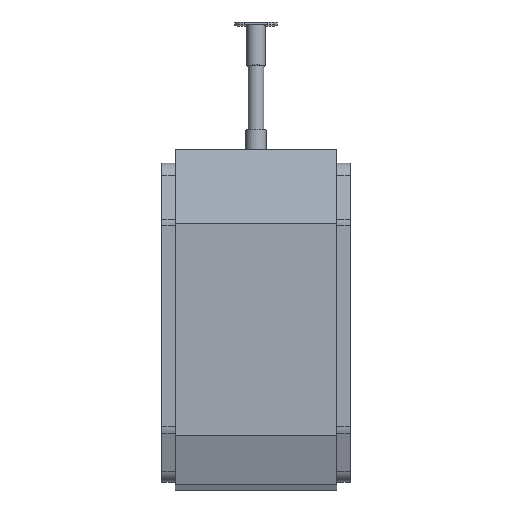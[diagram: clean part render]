
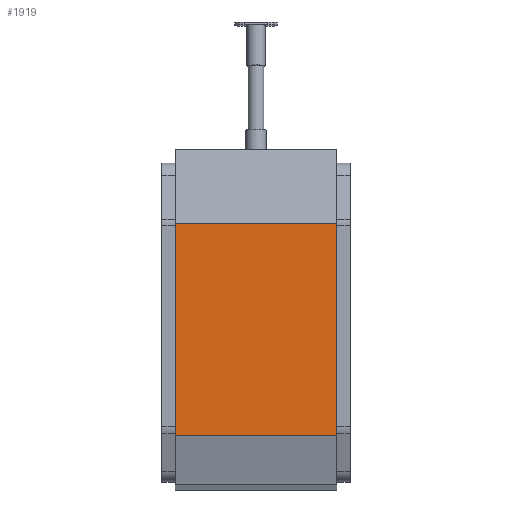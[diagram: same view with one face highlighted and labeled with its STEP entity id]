
A CAD part, front view. The second image highlights one B-rep face of the part: STEP entity #1919.
In plain terms, the highlighted planar face has unit normal (0, -1, 0).
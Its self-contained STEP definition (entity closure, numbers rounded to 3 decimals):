
#150=PLANE('',#2170);
#281=FACE_OUTER_BOUND('',#423,.T.);
#423=EDGE_LOOP('',(#1720,#1721,#1722,#1723));
#585=LINE('',#3291,#752);
#586=LINE('',#3295,#753);
#587=LINE('',#3296,#754);
#588=LINE('',#3297,#755);
#752=VECTOR('',#2745,10.);
#753=VECTOR('',#2748,10.);
#754=VECTOR('',#2749,10.);
#755=VECTOR('',#2750,10.);
#997=VERTEX_POINT('',#3280);
#1002=VERTEX_POINT('',#3289);
#1003=VERTEX_POINT('',#3293);
#1004=VERTEX_POINT('',#3294);
#1245=EDGE_CURVE('',#1002,#997,#585,.T.);
#1246=EDGE_CURVE('',#1003,#1004,#586,.T.);
#1247=EDGE_CURVE('',#1004,#997,#587,.T.);
#1248=EDGE_CURVE('',#1003,#1002,#588,.T.);
#1720=ORIENTED_EDGE('',*,*,#1246,.T.);
#1721=ORIENTED_EDGE('',*,*,#1247,.T.);
#1722=ORIENTED_EDGE('',*,*,#1245,.F.);
#1723=ORIENTED_EDGE('',*,*,#1248,.F.);
#1919=ADVANCED_FACE('',(#281),#150,.T.);
#2170=AXIS2_PLACEMENT_3D('',#3292,#2746,#2747);
#2745=DIRECTION('',(0.,0.,1.));
#2746=DIRECTION('center_axis',(0.,-1.,0.));
#2747=DIRECTION('ref_axis',(0.,0.,1.));
#2748=DIRECTION('',(0.,0.,1.));
#2749=DIRECTION('',(-1.,0.,0.));
#2750=DIRECTION('',(-1.,0.,0.));
#3280=CARTESIAN_POINT('',(-3000.,294.5,-231.532));
#3289=CARTESIAN_POINT('',(-3000.,294.5,-4158.338));
#3291=CARTESIAN_POINT('',(-3000.,294.5,-4158.338));
#3292=CARTESIAN_POINT('Origin',(0.,294.5,-4158.338));
#3293=CARTESIAN_POINT('',(0.,294.5,-4158.338));
#3294=CARTESIAN_POINT('',(0.,294.5,-231.532));
#3295=CARTESIAN_POINT('',(0.,294.5,-4158.338));
#3296=CARTESIAN_POINT('',(0.,294.5,-231.532));
#3297=CARTESIAN_POINT('',(0.,294.5,-4158.338));
